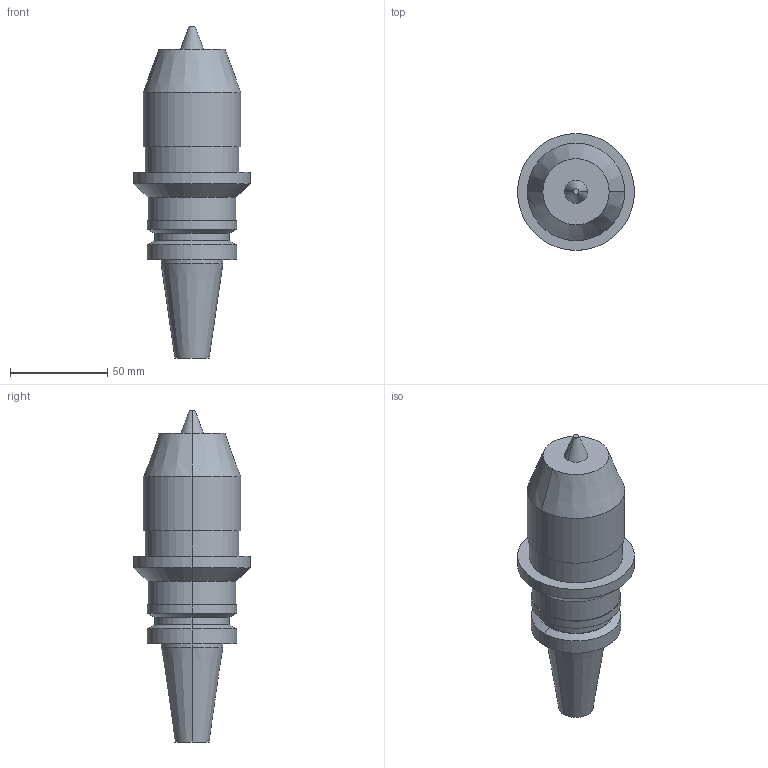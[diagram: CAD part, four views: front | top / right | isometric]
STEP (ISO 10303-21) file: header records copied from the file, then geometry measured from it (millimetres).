
FILE_DESCRIPTION (( 'STEP AP203' ), '1' );
FILE_NAME ('STP-16456-W.STEP', '2019-04-25T01:56:43', ( 'user' ), ( '' ), 'SwSTEP 2.0', 'SolidWorks 2017', '' );
FILE_SCHEMA (( 'CONFIG_CONTROL_DESIGN' ));
Length unit declared in the file: millimetre
Products named in the file (1): STP-16456-W
Bounding box: 60 x 60 x 170.4 mm (x, y, z)
Volume: 212748.8 mm3; surface area: 26304.9 mm2
Topology: 1 solids, 1 shells, 53 faces, 106 edges, 65 vertices
Faces by surface type: cylinder 26, cone 14, plane 13
Entity records: 1455 total; most frequent: DIRECTION 276, CARTESIAN_POINT 223, ORIENTED_EDGE 208, AXIS2_PLACEMENT_3D 118, EDGE_CURVE 104, EDGE_LOOP 65, VERTEX_POINT 65, CIRCLE 64
